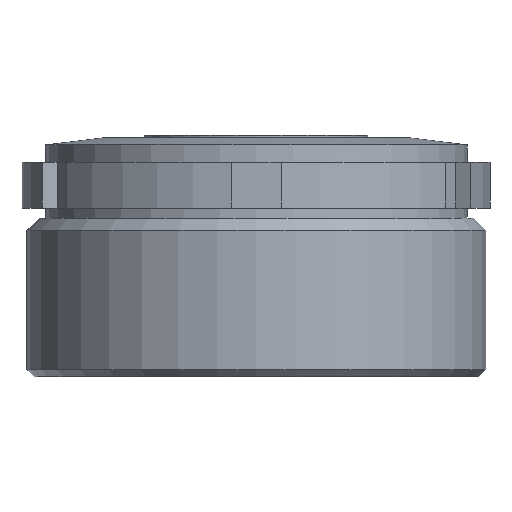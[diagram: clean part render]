
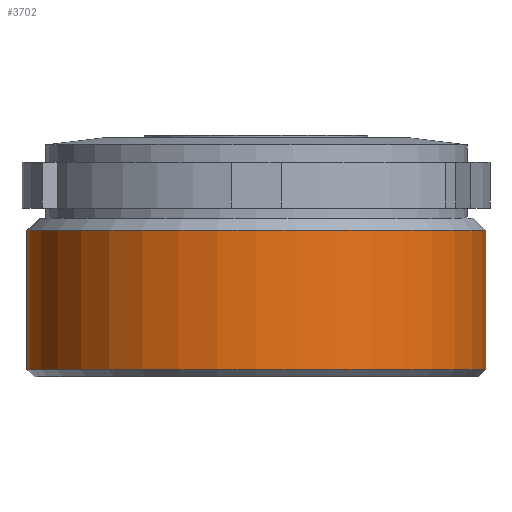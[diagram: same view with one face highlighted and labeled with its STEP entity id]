
A CAD part, front view. The second image highlights one B-rep face of the part: STEP entity #3702.
In plain terms, the highlighted cylindrical face has radius 46.5 mm (diameter 93 mm), a partial arc.
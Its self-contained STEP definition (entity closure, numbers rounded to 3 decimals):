
#396 = CARTESIAN_POINT ( 'NONE',  ( 0., 0., 29.7 ) ) ;
#458 = DIRECTION ( 'NONE',  ( -1., 0., 0. ) ) ;
#459 = DIRECTION ( 'NONE',  ( 0., 0., -1. ) ) ;
#460 = CARTESIAN_POINT ( 'NONE',  ( 0., 0., 32.2 ) ) ;
#461 = AXIS2_PLACEMENT_3D ( 'NONE', #460, #459, #458 ) ;
#462 = CYLINDRICAL_SURFACE ( 'NONE', #461, 46.5 ) ;
#463 = FACE_OUTER_BOUND ( 'NONE', #3692, .T. ) ;
#477 = DIRECTION ( 'NONE',  ( 1., 0., 0. ) ) ;
#478 = DIRECTION ( 'NONE',  ( 0., 0., -1. ) ) ;
#479 = AXIS2_PLACEMENT_3D ( 'NONE', #396, #478, #477 ) ;
#480 = CIRCLE ( 'NONE', #479, 46.5 ) ;
#500 = DIRECTION ( 'NONE',  ( 0., 0., -1. ) ) ;
#501 = VECTOR ( 'NONE', #500, 1000. ) ;
#502 = CARTESIAN_POINT ( 'NONE',  ( -46.5, 0., 32.2 ) ) ;
#503 = LINE ( 'NONE', #502, #501 ) ;
#1968 = VERTEX_POINT ( 'NONE', #2145 ) ;
#1982 = VERTEX_POINT ( 'NONE', #2231 ) ;
#1983 = VERTEX_POINT ( 'NONE', #2253 ) ;
#2014 = VERTEX_POINT ( 'NONE', #2262 ) ;
#2036 = EDGE_CURVE ( 'NONE', #1968, #1982, #2321, .T. ) ;
#2083 = EDGE_CURVE ( 'NONE', #1983, #1982, #2366, .T. ) ;
#2145 = CARTESIAN_POINT ( 'NONE',  ( -46.5, 0., 1.5 ) ) ;
#2231 = CARTESIAN_POINT ( 'NONE',  ( 46.5, 0., 1.5 ) ) ;
#2253 = CARTESIAN_POINT ( 'NONE',  ( 46.5, 0., 29.7 ) ) ;
#2262 = CARTESIAN_POINT ( 'NONE',  ( -46.5, 0., 29.7 ) ) ;
#2318 = DIRECTION ( 'NONE',  ( 1., 0., 0. ) ) ;
#2319 = DIRECTION ( 'NONE',  ( 0., 0., 1. ) ) ;
#2320 = AXIS2_PLACEMENT_3D ( 'NONE', #2386, #2319, #2318 ) ;
#2321 = CIRCLE ( 'NONE', #2320, 46.5 ) ;
#2363 = DIRECTION ( 'NONE',  ( 0., 0., -1. ) ) ;
#2364 = VECTOR ( 'NONE', #2363, 1000. ) ;
#2365 = CARTESIAN_POINT ( 'NONE',  ( 46.5, 0., 32.2 ) ) ;
#2366 = LINE ( 'NONE', #2365, #2364 ) ;
#2386 = CARTESIAN_POINT ( 'NONE',  ( 0., 0., 1.5 ) ) ;
#3674 = EDGE_CURVE ( 'NONE', #2014, #1968, #503, .T. ) ;
#3692 = EDGE_LOOP ( 'NONE', ( #3696, #3715, #3695, #3699 ) ) ;
#3695 = ORIENTED_EDGE ( 'NONE', *, *, #3674, .T. ) ;
#3696 = ORIENTED_EDGE ( 'NONE', *, *, #2083, .F. ) ;
#3698 = EDGE_CURVE ( 'NONE', #1983, #2014, #480, .T. ) ;
#3699 = ORIENTED_EDGE ( 'NONE', *, *, #2036, .T. ) ;
#3702 = ADVANCED_FACE ( 'NONE', ( #463 ), #462, .T. ) ;
#3715 = ORIENTED_EDGE ( 'NONE', *, *, #3698, .T. ) ;
